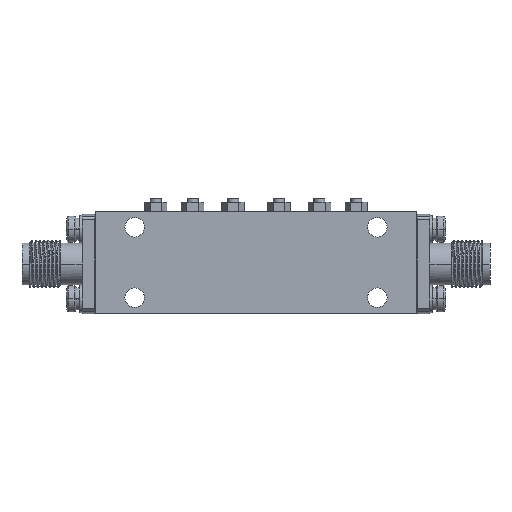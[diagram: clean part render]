
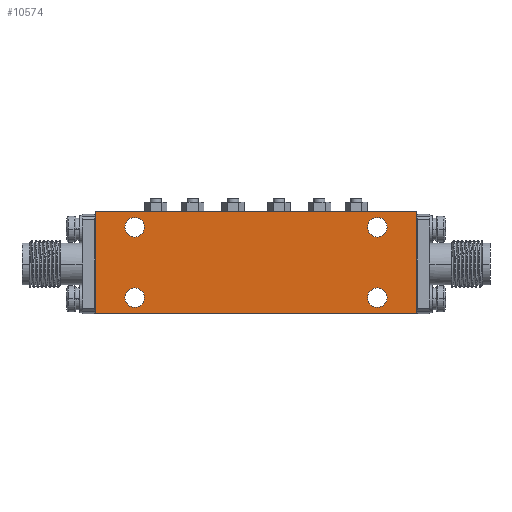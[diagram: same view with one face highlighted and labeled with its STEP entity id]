
A CAD part, front view. The second image highlights one B-rep face of the part: STEP entity #10574.
In plain terms, the highlighted planar face has unit normal (0, -1, 0).
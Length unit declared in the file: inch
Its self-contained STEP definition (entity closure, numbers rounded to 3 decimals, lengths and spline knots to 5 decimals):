
#230 = ORIENTED_EDGE ( 'NONE', *, *, #17598, .T. ) ;
#428 = ORIENTED_EDGE ( 'NONE', *, *, #17631, .F. ) ;
#510 = DIRECTION ( 'NONE',  ( 1., 0., 0. ) ) ;
#1190 = ORIENTED_EDGE ( 'NONE', *, *, #13193, .F. ) ;
#1314 = VERTEX_POINT ( 'NONE', #14637 ) ;
#1346 = DIRECTION ( 'NONE',  ( 0., -1., 0. ) ) ;
#1356 = FACE_BOUND ( 'NONE', #20350, .T. ) ;
#1403 = CARTESIAN_POINT ( 'NONE',  ( 0.80709, -0.1378, 0.26378 ) ) ;
#1772 = CARTESIAN_POINT ( 'NONE',  ( 0.61024, -0.1378, 0.18504 ) ) ;
#1783 = CIRCLE ( 'NONE', #18305, 0.04921 ) ;
#1808 = DIRECTION ( 'NONE',  ( -1., 0., 0. ) ) ;
#1913 = AXIS2_PLACEMENT_3D ( 'NONE', #13933, #7322, #510 ) ;
#1994 = DIRECTION ( 'NONE',  ( -1., 0., 0. ) ) ;
#2401 = CARTESIAN_POINT ( 'NONE',  ( 0.56102, -0.1378, -0.16929 ) ) ;
#2461 = CARTESIAN_POINT ( 'NONE',  ( -0.56102, -0.1378, -0.16929 ) ) ;
#2487 = DIRECTION ( 'NONE',  ( 0., -1., 0. ) ) ;
#2682 = VERTEX_POINT ( 'NONE', #9953 ) ;
#3488 = FACE_OUTER_BOUND ( 'NONE', #28539, .T. ) ;
#4015 = AXIS2_PLACEMENT_3D ( 'NONE', #18877, #16666, #19039 ) ;
#4035 = EDGE_CURVE ( 'NONE', #9957, #6905, #24059, .T. ) ;
#4091 = CARTESIAN_POINT ( 'NONE',  ( 0.61024, -0.1378, -0.16929 ) ) ;
#4346 = DIRECTION ( 'NONE',  ( 0., -1., 0. ) ) ;
#4586 = AXIS2_PLACEMENT_3D ( 'NONE', #15571, #24611, #1994 ) ;
#4722 = VERTEX_POINT ( 'NONE', #10501 ) ;
#4733 = CARTESIAN_POINT ( 'NONE',  ( -0.80709, -0.1378, -0.24803 ) ) ;
#4736 = VERTEX_POINT ( 'NONE', #28841 ) ;
#5031 = EDGE_CURVE ( 'NONE', #4722, #4736, #27754, .T. ) ;
#5183 = DIRECTION ( 'NONE',  ( 0., 0., -1. ) ) ;
#6180 = CARTESIAN_POINT ( 'NONE',  ( 0.80709, -0.1378, -0.24803 ) ) ;
#6398 = DIRECTION ( 'NONE',  ( 1., 0., 0. ) ) ;
#6856 = CARTESIAN_POINT ( 'NONE',  ( -0.61024, -0.1378, 0.18504 ) ) ;
#6905 = VERTEX_POINT ( 'NONE', #23306 ) ;
#6935 = ORIENTED_EDGE ( 'NONE', *, *, #10950, .T. ) ;
#6992 = VECTOR ( 'NONE', #13678, 39.37008 ) ;
#7046 = DIRECTION ( 'NONE',  ( -1., 0., 0. ) ) ;
#7272 = CIRCLE ( 'NONE', #4015, 0.04921 ) ;
#7309 = AXIS2_PLACEMENT_3D ( 'NONE', #6856, #9022, #24739 ) ;
#7322 = DIRECTION ( 'NONE',  ( 0., -1., 0. ) ) ;
#7738 = DIRECTION ( 'NONE',  ( 0., -1., 0. ) ) ;
#7783 = EDGE_CURVE ( 'NONE', #1314, #2682, #7272, .T. ) ;
#7942 = CARTESIAN_POINT ( 'NONE',  ( 0.56102, -0.1378, 0.18504 ) ) ;
#8163 = FACE_BOUND ( 'NONE', #9308, .T. ) ;
#9022 = DIRECTION ( 'NONE',  ( 0., -1., 0. ) ) ;
#9129 = CARTESIAN_POINT ( 'NONE',  ( -0.65945, -0.1378, -0.16929 ) ) ;
#9308 = EDGE_LOOP ( 'NONE', ( #1190, #428 ) ) ;
#9953 = CARTESIAN_POINT ( 'NONE',  ( -0.56102, -0.1378, 0.18504 ) ) ;
#9957 = VERTEX_POINT ( 'NONE', #2401 ) ;
#10044 = DIRECTION ( 'NONE',  ( 0., 0., -1. ) ) ;
#10406 = ORIENTED_EDGE ( 'NONE', *, *, #7783, .F. ) ;
#10501 = CARTESIAN_POINT ( 'NONE',  ( -0.80709, -0.1378, 0.26378 ) ) ;
#10533 = CIRCLE ( 'NONE', #28033, 0.04921 ) ;
#10534 = ORIENTED_EDGE ( 'NONE', *, *, #4035, .F. ) ;
#10574 = ADVANCED_FACE ( 'NONE', ( #1356, #8163, #19099, #12706, #3488 ), #14925, .T. ) ;
#10770 = DIRECTION ( 'NONE',  ( 1., 0., 0. ) ) ;
#10773 = VERTEX_POINT ( 'NONE', #7942 ) ;
#10950 = EDGE_CURVE ( 'NONE', #11090, #4722, #22720, .T. ) ;
#11090 = VERTEX_POINT ( 'NONE', #1403 ) ;
#11589 = AXIS2_PLACEMENT_3D ( 'NONE', #23968, #7738, #10044 ) ;
#12211 = CARTESIAN_POINT ( 'NONE',  ( 0.65945, -0.1378, 0.18504 ) ) ;
#12513 = CIRCLE ( 'NONE', #4586, 0.04921 ) ;
#12565 = EDGE_CURVE ( 'NONE', #19815, #11090, #17375, .T. ) ;
#12706 = FACE_BOUND ( 'NONE', #27526, .T. ) ;
#13193 = EDGE_CURVE ( 'NONE', #10773, #27498, #12513, .T. ) ;
#13678 = DIRECTION ( 'NONE',  ( 1., 0., 0. ) ) ;
#13703 = AXIS2_PLACEMENT_3D ( 'NONE', #26906, #4346, #6398 ) ;
#13933 = CARTESIAN_POINT ( 'NONE',  ( 0.61024, -0.1378, -0.16929 ) ) ;
#14637 = CARTESIAN_POINT ( 'NONE',  ( -0.65945, -0.1378, 0.18504 ) ) ;
#14925 = PLANE ( 'NONE',  #11589 ) ;
#15338 = VECTOR ( 'NONE', #24179, 39.37008 ) ;
#15387 = VERTEX_POINT ( 'NONE', #2461 ) ;
#15544 = ORIENTED_EDGE ( 'NONE', *, *, #23130, .F. ) ;
#15571 = CARTESIAN_POINT ( 'NONE',  ( 0.61024, -0.1378, 0.18504 ) ) ;
#16517 = VECTOR ( 'NONE', #5183, 39.37008 ) ;
#16666 = DIRECTION ( 'NONE',  ( 0., -1., 0. ) ) ;
#17375 = LINE ( 'NONE', #6180, #15338 ) ;
#17598 = EDGE_CURVE ( 'NONE', #4736, #19815, #22732, .T. ) ;
#17631 = EDGE_CURVE ( 'NONE', #27498, #10773, #1783, .T. ) ;
#18275 = CARTESIAN_POINT ( 'NONE',  ( 0.80709, -0.1378, 0.26378 ) ) ;
#18305 = AXIS2_PLACEMENT_3D ( 'NONE', #1772, #2487, #10770 ) ;
#18877 = CARTESIAN_POINT ( 'NONE',  ( -0.61024, -0.1378, 0.18504 ) ) ;
#19039 = DIRECTION ( 'NONE',  ( -1., 0., 0. ) ) ;
#19099 = FACE_BOUND ( 'NONE', #21766, .T. ) ;
#19815 = VERTEX_POINT ( 'NONE', #28366 ) ;
#20350 = EDGE_LOOP ( 'NONE', ( #10534, #27991 ) ) ;
#21766 = EDGE_LOOP ( 'NONE', ( #10406, #15544 ) ) ;
#21840 = EDGE_CURVE ( 'NONE', #24543, #15387, #10533, .T. ) ;
#22060 = ORIENTED_EDGE ( 'NONE', *, *, #12565, .T. ) ;
#22089 = DIRECTION ( 'NONE',  ( 0., -1., 0. ) ) ;
#22720 = LINE ( 'NONE', #18275, #28102 ) ;
#22732 = LINE ( 'NONE', #4733, #6992 ) ;
#22844 = ORIENTED_EDGE ( 'NONE', *, *, #29153, .F. ) ;
#23130 = EDGE_CURVE ( 'NONE', #2682, #1314, #26648, .T. ) ;
#23306 = CARTESIAN_POINT ( 'NONE',  ( 0.65945, -0.1378, -0.16929 ) ) ;
#23636 = CIRCLE ( 'NONE', #1913, 0.04921 ) ;
#23956 = CARTESIAN_POINT ( 'NONE',  ( -0.61024, -0.1378, -0.16929 ) ) ;
#23968 = CARTESIAN_POINT ( 'NONE',  ( 0.69685, -0.1378, 0.07874 ) ) ;
#24059 = CIRCLE ( 'NONE', #27365, 0.04921 ) ;
#24128 = CIRCLE ( 'NONE', #13703, 0.04921 ) ;
#24179 = DIRECTION ( 'NONE',  ( 0., 0., 1. ) ) ;
#24543 = VERTEX_POINT ( 'NONE', #9129 ) ;
#24611 = DIRECTION ( 'NONE',  ( 0., -1., 0. ) ) ;
#24739 = DIRECTION ( 'NONE',  ( 1., 0., 0. ) ) ;
#25411 = ORIENTED_EDGE ( 'NONE', *, *, #5031, .T. ) ;
#25890 = DIRECTION ( 'NONE',  ( -1., 0., 0. ) ) ;
#26648 = CIRCLE ( 'NONE', #7309, 0.04921 ) ;
#26906 = CARTESIAN_POINT ( 'NONE',  ( -0.61024, -0.1378, -0.16929 ) ) ;
#27365 = AXIS2_PLACEMENT_3D ( 'NONE', #4091, #22089, #1808 ) ;
#27498 = VERTEX_POINT ( 'NONE', #12211 ) ;
#27526 = EDGE_LOOP ( 'NONE', ( #28386, #22844 ) ) ;
#27612 = CARTESIAN_POINT ( 'NONE',  ( -0.80709, -0.1378, 0.26378 ) ) ;
#27754 = LINE ( 'NONE', #27612, #16517 ) ;
#27991 = ORIENTED_EDGE ( 'NONE', *, *, #28759, .F. ) ;
#28033 = AXIS2_PLACEMENT_3D ( 'NONE', #23956, #1346, #25890 ) ;
#28102 = VECTOR ( 'NONE', #7046, 39.37008 ) ;
#28366 = CARTESIAN_POINT ( 'NONE',  ( 0.80709, -0.1378, -0.24803 ) ) ;
#28386 = ORIENTED_EDGE ( 'NONE', *, *, #21840, .F. ) ;
#28539 = EDGE_LOOP ( 'NONE', ( #22060, #6935, #25411, #230 ) ) ;
#28759 = EDGE_CURVE ( 'NONE', #6905, #9957, #23636, .T. ) ;
#28841 = CARTESIAN_POINT ( 'NONE',  ( -0.80709, -0.1378, -0.24803 ) ) ;
#29153 = EDGE_CURVE ( 'NONE', #15387, #24543, #24128, .T. ) ;
